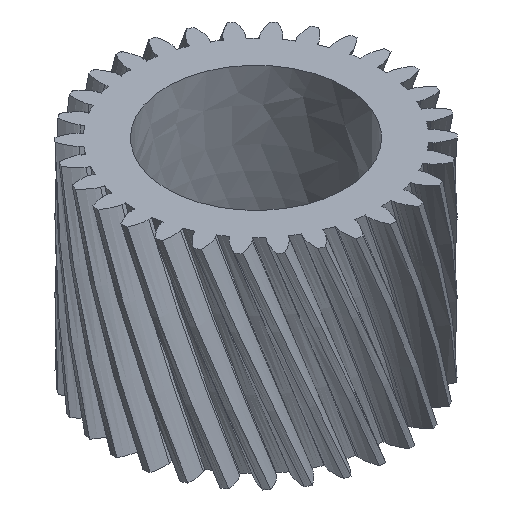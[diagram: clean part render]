
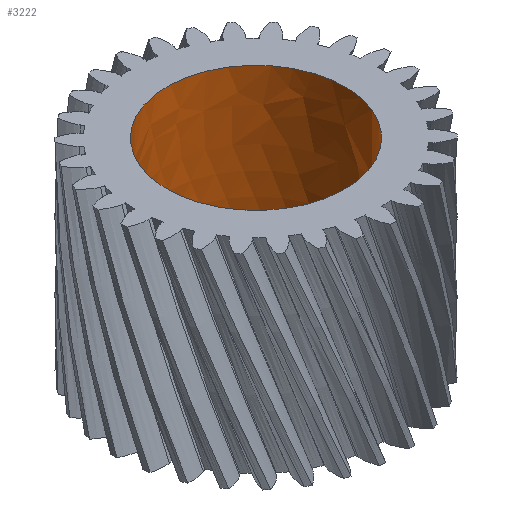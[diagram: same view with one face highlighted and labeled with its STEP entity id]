
A CAD part, isometric view. The second image highlights one B-rep face of the part: STEP entity #3222.
In plain terms, the highlighted free-form (B-spline) face has degree [3, 3] with [17, 4] control points.
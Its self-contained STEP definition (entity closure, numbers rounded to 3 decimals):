
#259=FACE_OUTER_BOUND('',#442,.T.);
#442=EDGE_LOOP('',(#1955,#1956,#1957,#1958));
#627=B_SPLINE_CURVE_WITH_KNOTS('',3,(#3985,#3986,#3987,#3988),
 .UNSPECIFIED.,.F.,.F.,(4,4),(0.,1.725),.UNSPECIFIED.);
#928=CIRCLE('',#3419,7.5);
#929=CIRCLE('',#3420,7.5);
#1050=VERTEX_POINT('',#3982);
#1051=VERTEX_POINT('',#3984);
#1412=EDGE_CURVE('',#1050,#1050,#928,.T.);
#1413=EDGE_CURVE('',#1050,#1051,#627,.T.);
#1414=EDGE_CURVE('',#1051,#1051,#929,.T.);
#1955=ORIENTED_EDGE('',*,*,#1412,.F.);
#1956=ORIENTED_EDGE('',*,*,#1413,.T.);
#1957=ORIENTED_EDGE('',*,*,#1414,.F.);
#1958=ORIENTED_EDGE('',*,*,#1413,.F.);
#3041=B_SPLINE_SURFACE_WITH_KNOTS('',3,3,((#3914,#3915,#3916,#3917),(#3918,
#3919,#3920,#3921),(#3922,#3923,#3924,#3925),(#3926,#3927,#3928,#3929),
(#3930,#3931,#3932,#3933),(#3934,#3935,#3936,#3937),(#3938,#3939,#3940,
#3941),(#3942,#3943,#3944,#3945),(#3946,#3947,#3948,#3949),(#3950,#3951,
#3952,#3953),(#3954,#3955,#3956,#3957),(#3958,#3959,#3960,#3961),(#3962,
#3963,#3964,#3965),(#3966,#3967,#3968,#3969),(#3970,#3971,#3972,#3973),
(#3974,#3975,#3976,#3977),(#3978,#3979,#3980,#3981)),.UNSPECIFIED.,.T.,
 .F.,.F.,(4,1,1,1,1,1,1,1,1,1,1,1,1,1,4),(4,4),(-3.142,-2.693,
-2.244,-1.795,-1.346,-0.748,
-0.449,0.15,0.449,0.898,
1.346,1.795,2.244,2.693,3.142),
(0.,1.725),.UNSPECIFIED.);
#3222=ADVANCED_FACE('',(#259),#3041,.T.);
#3419=AXIS2_PLACEMENT_3D('',#3983,#3545,#3546);
#3420=AXIS2_PLACEMENT_3D('',#3989,#3547,#3548);
#3545=DIRECTION('center_axis',(0.,0.,1.));
#3546=DIRECTION('ref_axis',(-1.,0.,0.));
#3547=DIRECTION('center_axis',(0.,0.,-1.));
#3548=DIRECTION('ref_axis',(-0.848,0.529,0.));
#3914=CARTESIAN_POINT('Ctrl Pts',(92.25,0.,1.25));
#3915=CARTESIAN_POINT('Ctrl Pts',(92.25,-1.395,7.));
#3916=CARTESIAN_POINT('Ctrl Pts',(91.851,-2.788,12.75));
#3917=CARTESIAN_POINT('Ctrl Pts',(91.113,-3.971,18.5));
#3918=CARTESIAN_POINT('Ctrl Pts',(92.25,-1.122,1.25));
#3919=CARTESIAN_POINT('Ctrl Pts',(92.041,-2.517,7.));
#3920=CARTESIAN_POINT('Ctrl Pts',(91.434,-3.85,12.75));
#3921=CARTESIAN_POINT('Ctrl Pts',(90.518,-4.923,18.5));
#3922=CARTESIAN_POINT('Ctrl Pts',(91.739,-3.365,1.25));
#3923=CARTESIAN_POINT('Ctrl Pts',(91.113,-4.665,7.));
#3924=CARTESIAN_POINT('Ctrl Pts',(90.116,-5.783,12.75));
#3925=CARTESIAN_POINT('Ctrl Pts',(88.897,-6.555,18.5));
#3926=CARTESIAN_POINT('Ctrl Pts',(89.585,-6.065,1.25));
#3927=CARTESIAN_POINT('Ctrl Pts',(88.457,-6.964,7.));
#3928=CARTESIAN_POINT('Ctrl Pts',(87.074,-7.54,12.75));
#3929=CARTESIAN_POINT('Ctrl Pts',(85.64,-7.705,18.5));
#3930=CARTESIAN_POINT('Ctrl Pts',(86.477,-7.56,1.25));
#3931=CARTESIAN_POINT('Ctrl Pts',(85.071,-7.881,7.));
#3932=CARTESIAN_POINT('Ctrl Pts',(83.576,-7.8,12.75));
#3933=CARTESIAN_POINT('Ctrl Pts',(82.213,-7.328,18.5));
#3934=CARTESIAN_POINT('Ctrl Pts',(82.637,-7.566,1.25));
#3935=CARTESIAN_POINT('Ctrl Pts',(81.23,-7.173,7.));
#3936=CARTESIAN_POINT('Ctrl Pts',(79.937,-6.378,12.75));
#3937=CARTESIAN_POINT('Ctrl Pts',(78.951,-5.3,18.5));
#3938=CARTESIAN_POINT('Ctrl Pts',(79.595,-5.806,1.25));
#3939=CARTESIAN_POINT('Ctrl Pts',(78.515,-4.848,7.));
#3940=CARTESIAN_POINT('Ctrl Pts',(77.711,-3.581,12.75));
#3941=CARTESIAN_POINT('Ctrl Pts',(77.303,-2.196,18.5));
#3942=CARTESIAN_POINT('Ctrl Pts',(77.461,-2.677,1.25));
#3943=CARTESIAN_POINT('Ctrl Pts',(76.963,-1.322,7.));
#3944=CARTESIAN_POINT('Ctrl Pts',(76.854,0.174,12.75));
#3945=CARTESIAN_POINT('Ctrl Pts',(77.149,1.588,18.5));
#3946=CARTESIAN_POINT('Ctrl Pts',(76.995,0.41,1.25));
#3947=CARTESIAN_POINT('Ctrl Pts',(77.071,1.853,7.));
#3948=CARTESIAN_POINT('Ctrl Pts',(77.56,3.271,12.75));
#3949=CARTESIAN_POINT('Ctrl Pts',(78.388,4.454,18.5));
#3950=CARTESIAN_POINT('Ctrl Pts',(78.003,3.666,1.25));
#3951=CARTESIAN_POINT('Ctrl Pts',(78.685,4.92,7.));
#3952=CARTESIAN_POINT('Ctrl Pts',(79.725,5.979,12.75));
#3953=CARTESIAN_POINT('Ctrl Pts',(80.968,6.682,18.5));
#3954=CARTESIAN_POINT('Ctrl Pts',(79.913,6.064,1.25));
#3955=CARTESIAN_POINT('Ctrl Pts',(81.041,6.964,7.));
#3956=CARTESIAN_POINT('Ctrl Pts',(82.424,7.539,12.75));
#3957=CARTESIAN_POINT('Ctrl Pts',(83.857,7.705,18.5));
#3958=CARTESIAN_POINT('Ctrl Pts',(83.025,7.562,1.25));
#3959=CARTESIAN_POINT('Ctrl Pts',(84.432,7.883,7.));
#3960=CARTESIAN_POINT('Ctrl Pts',(85.927,7.801,12.75));
#3961=CARTESIAN_POINT('Ctrl Pts',(87.29,7.328,18.5));
#3962=CARTESIAN_POINT('Ctrl Pts',(86.476,7.562,1.25));
#3963=CARTESIAN_POINT('Ctrl Pts',(87.882,7.241,7.));
#3964=CARTESIAN_POINT('Ctrl Pts',(89.194,6.518,12.75));
#3965=CARTESIAN_POINT('Ctrl Pts',(90.217,5.501,18.5));
#3966=CARTESIAN_POINT('Ctrl Pts',(89.586,6.065,1.25));
#3967=CARTESIAN_POINT('Ctrl Pts',(90.714,5.165,7.));
#3968=CARTESIAN_POINT('Ctrl Pts',(91.584,3.945,12.75));
#3969=CARTESIAN_POINT('Ctrl Pts',(92.064,2.584,18.5));
#3970=CARTESIAN_POINT('Ctrl Pts',(91.738,3.365,1.25));
#3971=CARTESIAN_POINT('Ctrl Pts',(92.364,2.066,7.));
#3972=CARTESIAN_POINT('Ctrl Pts',(92.617,0.589,12.75));
#3973=CARTESIAN_POINT('Ctrl Pts',(92.46,-0.845,18.5));
#3974=CARTESIAN_POINT('Ctrl Pts',(92.25,1.122,1.25));
#3975=CARTESIAN_POINT('Ctrl Pts',(92.459,-0.273,7.));
#3976=CARTESIAN_POINT('Ctrl Pts',(92.268,-1.725,12.75));
#3977=CARTESIAN_POINT('Ctrl Pts',(91.707,-3.019,18.5));
#3978=CARTESIAN_POINT('Ctrl Pts',(92.25,0.,1.25));
#3979=CARTESIAN_POINT('Ctrl Pts',(92.25,-1.395,7.));
#3980=CARTESIAN_POINT('Ctrl Pts',(91.851,-2.788,12.75));
#3981=CARTESIAN_POINT('Ctrl Pts',(91.113,-3.971,18.5));
#3982=CARTESIAN_POINT('',(92.25,0.,1.25));
#3983=CARTESIAN_POINT('Origin',(84.75,0.,1.25));
#3984=CARTESIAN_POINT('',(91.113,-3.971,18.5));
#3985=CARTESIAN_POINT('Ctrl Pts',(92.25,0.,1.25));
#3986=CARTESIAN_POINT('Ctrl Pts',(92.25,-1.395,7.));
#3987=CARTESIAN_POINT('Ctrl Pts',(91.851,-2.788,12.75));
#3988=CARTESIAN_POINT('Ctrl Pts',(91.113,-3.971,18.5));
#3989=CARTESIAN_POINT('Origin',(84.75,0.,18.5));
